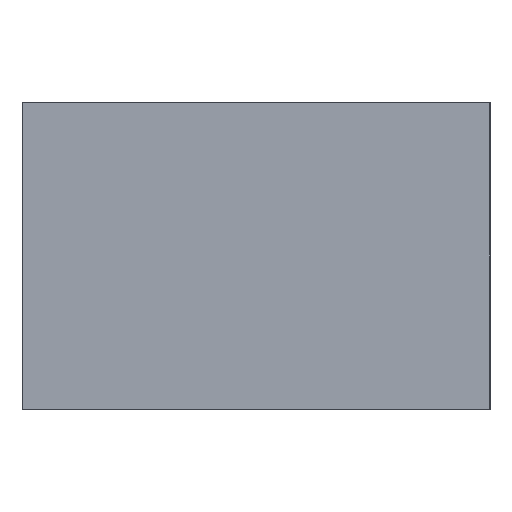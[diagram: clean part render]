
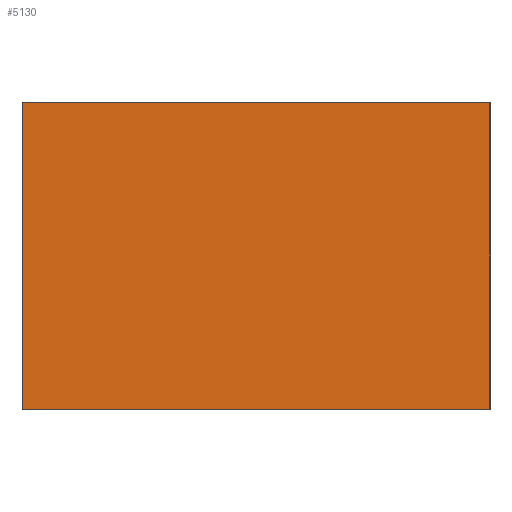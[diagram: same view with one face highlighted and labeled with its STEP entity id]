
A CAD part, left-side view. The second image highlights one B-rep face of the part: STEP entity #5130.
In plain terms, the highlighted planar face has unit normal (-1, 0.018, 0).
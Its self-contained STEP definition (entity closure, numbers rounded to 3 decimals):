
#93 = CARTESIAN_POINT ( 'NONE',  ( -32.319, 0., 13.5 ) ) ;
#418 = VERTEX_POINT ( 'NONE', #8730 ) ;
#1085 = CARTESIAN_POINT ( 'NONE',  ( -31.6, 41.2, 13.5 ) ) ;
#1284 = VERTEX_POINT ( 'NONE', #1085 ) ;
#1913 = EDGE_CURVE ( 'NONE', #9111, #5984, #10334, .T. ) ;
#2155 = PLANE ( 'NONE',  #4949 ) ;
#2268 = FACE_OUTER_BOUND ( 'NONE', #2599, .T. ) ;
#2551 = EDGE_CURVE ( 'NONE', #418, #9111, #5849, .T. ) ;
#2599 = EDGE_LOOP ( 'NONE', ( #5717, #3835, #10338, #9942 ) ) ;
#2611 = DIRECTION ( 'NONE',  ( -0.017, -1., 0. ) ) ;
#2639 = LINE ( 'NONE', #2649, #8757 ) ;
#2649 = CARTESIAN_POINT ( 'NONE',  ( -31.6, 41.2, 13.5 ) ) ;
#2866 = VECTOR ( 'NONE', #6885, 1000. ) ;
#3286 = CARTESIAN_POINT ( 'NONE',  ( -31.6, 41.2, -13.5 ) ) ;
#3816 = DIRECTION ( 'NONE',  ( -1., 0.017, 0. ) ) ;
#3835 = ORIENTED_EDGE ( 'NONE', *, *, #7693, .F. ) ;
#4077 = DIRECTION ( 'NONE',  ( -0.017, -1., 0. ) ) ;
#4949 = AXIS2_PLACEMENT_3D ( 'NONE', #8568, #3816, #9378 ) ;
#5130 = ADVANCED_FACE ( 'NONE', ( #2268 ), #2155, .T. ) ;
#5572 = DIRECTION ( 'NONE',  ( 0., 0., 1. ) ) ;
#5717 = ORIENTED_EDGE ( 'NONE', *, *, #1913, .T. ) ;
#5849 = LINE ( 'NONE', #3286, #7707 ) ;
#5984 = VERTEX_POINT ( 'NONE', #93 ) ;
#6336 = CARTESIAN_POINT ( 'NONE',  ( -32.319, 0., -13.5 ) ) ;
#6885 = DIRECTION ( 'NONE',  ( 0., 0., 1. ) ) ;
#6914 = CARTESIAN_POINT ( 'NONE',  ( -31.6, 41.2, -13.5 ) ) ;
#7693 = EDGE_CURVE ( 'NONE', #1284, #5984, #2639, .T. ) ;
#7707 = VECTOR ( 'NONE', #4077, 1000. ) ;
#7869 = LINE ( 'NONE', #6914, #2866 ) ;
#8232 = VECTOR ( 'NONE', #5572, 1000. ) ;
#8256 = CARTESIAN_POINT ( 'NONE',  ( -32.319, 0., -13.5 ) ) ;
#8390 = EDGE_CURVE ( 'NONE', #418, #1284, #7869, .T. ) ;
#8568 = CARTESIAN_POINT ( 'NONE',  ( -31.6, 41.2, -13.5 ) ) ;
#8730 = CARTESIAN_POINT ( 'NONE',  ( -31.6, 41.2, -13.5 ) ) ;
#8757 = VECTOR ( 'NONE', #2611, 1000. ) ;
#9111 = VERTEX_POINT ( 'NONE', #8256 ) ;
#9378 = DIRECTION ( 'NONE',  ( -0.017, -1., 0. ) ) ;
#9942 = ORIENTED_EDGE ( 'NONE', *, *, #2551, .T. ) ;
#10334 = LINE ( 'NONE', #6336, #8232 ) ;
#10338 = ORIENTED_EDGE ( 'NONE', *, *, #8390, .F. ) ;
